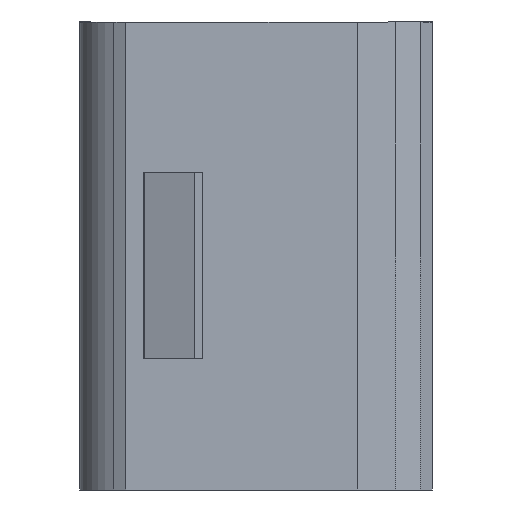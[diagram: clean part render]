
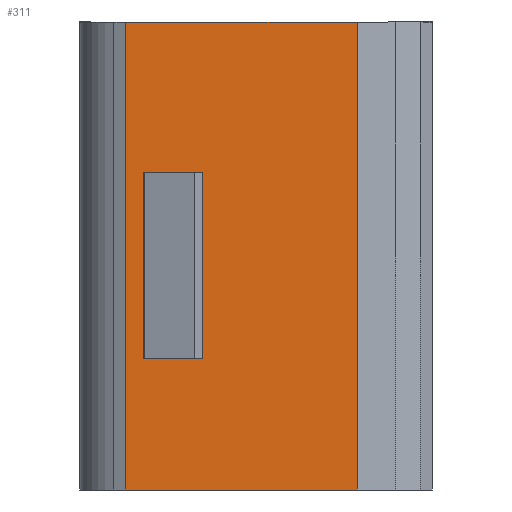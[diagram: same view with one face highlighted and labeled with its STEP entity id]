
A CAD part, left-side view. The second image highlights one B-rep face of the part: STEP entity #311.
In plain terms, the highlighted planar face has unit normal (-1, 0, 0).
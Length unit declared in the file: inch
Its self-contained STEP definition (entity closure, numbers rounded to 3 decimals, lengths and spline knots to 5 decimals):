
#8 = DIRECTION ( 'NONE',  ( 0., 1., 0. ) ) ;
#14 = CARTESIAN_POINT ( 'NONE',  ( -0.33071, 0.97701, 0. ) ) ;
#21 = VECTOR ( 'NONE', #1456, 39.37008 ) ;
#32 = EDGE_CURVE ( 'NONE', #345, #1451, #954, .T. ) ;
#37 = VERTEX_POINT ( 'NONE', #1666 ) ;
#43 = CARTESIAN_POINT ( 'NONE',  ( -0.33071, 0.38687, 0.59055 ) ) ;
#51 = ORIENTED_EDGE ( 'NONE', *, *, #1316, .F. ) ;
#63 = LINE ( 'NONE', #342, #21 ) ;
#77 = PLANE ( 'NONE',  #1700 ) ;
#112 = CARTESIAN_POINT ( 'NONE',  ( -0.33071, 0.38687, 0. ) ) ;
#146 = LINE ( 'NONE', #1561, #576 ) ;
#150 = LINE ( 'NONE', #14, #1376 ) ;
#168 = CARTESIAN_POINT ( 'NONE',  ( -0.33071, 0.36362, 0.16583 ) ) ;
#171 = LINE ( 'NONE', #1732, #965 ) ;
#192 = LINE ( 'NONE', #1618, #1103 ) ;
#206 = CARTESIAN_POINT ( 'NONE',  ( -0.33071, 0.36362, 0.40078 ) ) ;
#211 = ORIENTED_EDGE ( 'NONE', *, *, #1391, .T. ) ;
#213 = LINE ( 'NONE', #1474, #550 ) ;
#222 = DIRECTION ( 'NONE',  ( -1., 0., 0. ) ) ;
#230 = EDGE_CURVE ( 'NONE', #862, #1008, #192, .T. ) ;
#246 = CARTESIAN_POINT ( 'NONE',  ( -0.33071, 0.2902, 0.16583 ) ) ;
#311 = ADVANCED_FACE ( 'NONE', ( #1501, #1341 ), #77, .T. ) ;
#342 = CARTESIAN_POINT ( 'NONE',  ( -0.33071, 0.33858, 0.40078 ) ) ;
#345 = VERTEX_POINT ( 'NONE', #1230 ) ;
#418 = LINE ( 'NONE', #978, #1409 ) ;
#443 = ORIENTED_EDGE ( 'NONE', *, *, #625, .T. ) ;
#456 = ORIENTED_EDGE ( 'NONE', *, *, #1685, .T. ) ;
#478 = EDGE_CURVE ( 'NONE', #1451, #1503, #146, .T. ) ;
#520 = CARTESIAN_POINT ( 'NONE',  ( -0.33071, 0.33858, 0.59055 ) ) ;
#524 = CARTESIAN_POINT ( 'NONE',  ( -0.33071, 0.33858, 0. ) ) ;
#550 = VECTOR ( 'NONE', #1048, 39.37008 ) ;
#576 = VECTOR ( 'NONE', #1271, 39.37008 ) ;
#590 = ORIENTED_EDGE ( 'NONE', *, *, #230, .T. ) ;
#618 = DIRECTION ( 'NONE',  ( 0., 0., 1. ) ) ;
#625 = EDGE_CURVE ( 'NONE', #37, #1502, #213, .T. ) ;
#695 = EDGE_LOOP ( 'NONE', ( #1003, #443, #456, #590 ) ) ;
#761 = VERTEX_POINT ( 'NONE', #1505 ) ;
#803 = EDGE_LOOP ( 'NONE', ( #51, #211, #1188, #1301 ) ) ;
#817 = DIRECTION ( 'NONE',  ( 0., 1., 0. ) ) ;
#862 = VERTEX_POINT ( 'NONE', #168 ) ;
#933 = EDGE_CURVE ( 'NONE', #1008, #37, #63, .T. ) ;
#954 = LINE ( 'NONE', #520, #1306 ) ;
#965 = VECTOR ( 'NONE', #1613, 39.37008 ) ;
#978 = CARTESIAN_POINT ( 'NONE',  ( -0.33071, 0.33858, 0.16583 ) ) ;
#1003 = ORIENTED_EDGE ( 'NONE', *, *, #933, .T. ) ;
#1008 = VERTEX_POINT ( 'NONE', #206 ) ;
#1048 = DIRECTION ( 'NONE',  ( 0., 0., -1. ) ) ;
#1103 = VECTOR ( 'NONE', #618, 39.37008 ) ;
#1188 = ORIENTED_EDGE ( 'NONE', *, *, #32, .T. ) ;
#1230 = CARTESIAN_POINT ( 'NONE',  ( -0.33071, 0.09449, 0.59055 ) ) ;
#1271 = DIRECTION ( 'NONE',  ( 0., 0., -1. ) ) ;
#1301 = ORIENTED_EDGE ( 'NONE', *, *, #478, .T. ) ;
#1306 = VECTOR ( 'NONE', #817, 39.37008 ) ;
#1316 = EDGE_CURVE ( 'NONE', #761, #1503, #150, .T. ) ;
#1341 = FACE_BOUND ( 'NONE', #695, .T. ) ;
#1376 = VECTOR ( 'NONE', #8, 39.37008 ) ;
#1391 = EDGE_CURVE ( 'NONE', #761, #345, #171, .T. ) ;
#1409 = VECTOR ( 'NONE', #1544, 39.37008 ) ;
#1451 = VERTEX_POINT ( 'NONE', #43 ) ;
#1456 = DIRECTION ( 'NONE',  ( 0., -1., 0. ) ) ;
#1474 = CARTESIAN_POINT ( 'NONE',  ( -0.33071, 0.2902, 0. ) ) ;
#1501 = FACE_OUTER_BOUND ( 'NONE', #803, .T. ) ;
#1502 = VERTEX_POINT ( 'NONE', #246 ) ;
#1503 = VERTEX_POINT ( 'NONE', #112 ) ;
#1505 = CARTESIAN_POINT ( 'NONE',  ( -0.33071, 0.09449, 0. ) ) ;
#1544 = DIRECTION ( 'NONE',  ( 0., 1., 0. ) ) ;
#1561 = CARTESIAN_POINT ( 'NONE',  ( -0.33071, 0.38687, 0. ) ) ;
#1613 = DIRECTION ( 'NONE',  ( 0., 0., 1. ) ) ;
#1618 = CARTESIAN_POINT ( 'NONE',  ( -0.33071, 0.36362, 0. ) ) ;
#1666 = CARTESIAN_POINT ( 'NONE',  ( -0.33071, 0.2902, 0.40078 ) ) ;
#1668 = DIRECTION ( 'NONE',  ( 0., 0., 1. ) ) ;
#1685 = EDGE_CURVE ( 'NONE', #1502, #862, #418, .T. ) ;
#1700 = AXIS2_PLACEMENT_3D ( 'NONE', #524, #222, #1668 ) ;
#1732 = CARTESIAN_POINT ( 'NONE',  ( -0.33071, 0.09449, 0. ) ) ;
